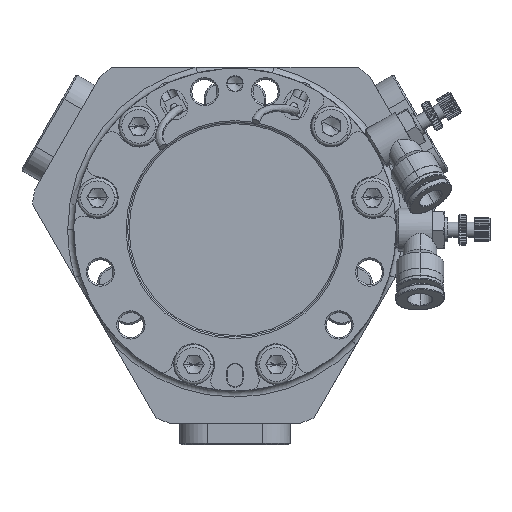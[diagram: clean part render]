
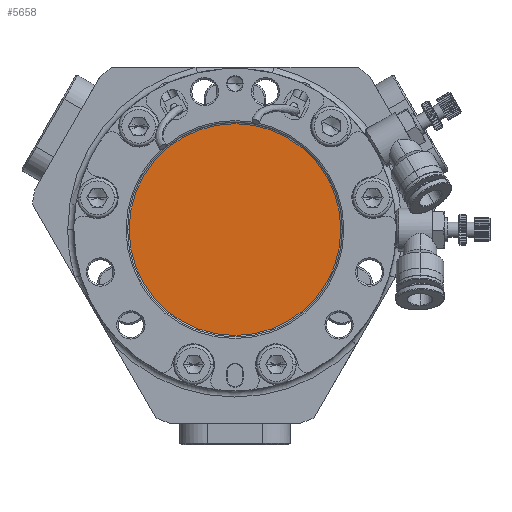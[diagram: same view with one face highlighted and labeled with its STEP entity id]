
A CAD part, top view. The second image highlights one B-rep face of the part: STEP entity #5658.
In plain terms, the highlighted planar face has unit normal (0, 0, 1).
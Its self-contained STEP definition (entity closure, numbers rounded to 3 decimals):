
#2072 = EDGE_LOOP ( 'NONE', ( #62136, #47686 ) ) ;
#3578 = CIRCLE ( 'NONE', #27198, 34.5 ) ;
#5658 = ADVANCED_FACE ( 'NONE', ( #17395 ), #19563, .T. ) ;
#11293 = CIRCLE ( 'NONE', #44897, 34.5 ) ;
#13369 = CARTESIAN_POINT ( 'NONE',  ( -34.5, 0., 7. ) ) ;
#13806 = VERTEX_POINT ( 'NONE', #13369 ) ;
#13943 = CARTESIAN_POINT ( 'NONE',  ( 0., 0., 7. ) ) ;
#17395 = FACE_OUTER_BOUND ( 'NONE', #2072, .T. ) ;
#18916 = DIRECTION ( 'NONE',  ( 1., 0., 0. ) ) ;
#19563 = PLANE ( 'NONE',  #40371 ) ;
#21488 = DIRECTION ( 'NONE',  ( 0., 0., 1. ) ) ;
#26112 = EDGE_CURVE ( 'NONE', #13806, #35170, #3578, .T. ) ;
#27198 = AXIS2_PLACEMENT_3D ( 'NONE', #50991, #21488, #56003 ) ;
#29494 = DIRECTION ( 'NONE',  ( 1., 0., 0. ) ) ;
#35170 = VERTEX_POINT ( 'NONE', #57598 ) ;
#40371 = AXIS2_PLACEMENT_3D ( 'NONE', #54036, #58992, #29494 ) ;
#44897 = AXIS2_PLACEMENT_3D ( 'NONE', #13943, #48408, #18916 ) ;
#47686 = ORIENTED_EDGE ( 'NONE', *, *, #26112, .T. ) ;
#48408 = DIRECTION ( 'NONE',  ( 0., 0., 1. ) ) ;
#50991 = CARTESIAN_POINT ( 'NONE',  ( 0., 0., 7. ) ) ;
#54036 = CARTESIAN_POINT ( 'NONE',  ( 0., 0., 7. ) ) ;
#56003 = DIRECTION ( 'NONE',  ( 1., 0., 0. ) ) ;
#56238 = EDGE_CURVE ( 'NONE', #35170, #13806, #11293, .T. ) ;
#57598 = CARTESIAN_POINT ( 'NONE',  ( 34.5, 0., 7. ) ) ;
#58992 = DIRECTION ( 'NONE',  ( 0., 0., 1. ) ) ;
#62136 = ORIENTED_EDGE ( 'NONE', *, *, #56238, .T. ) ;
